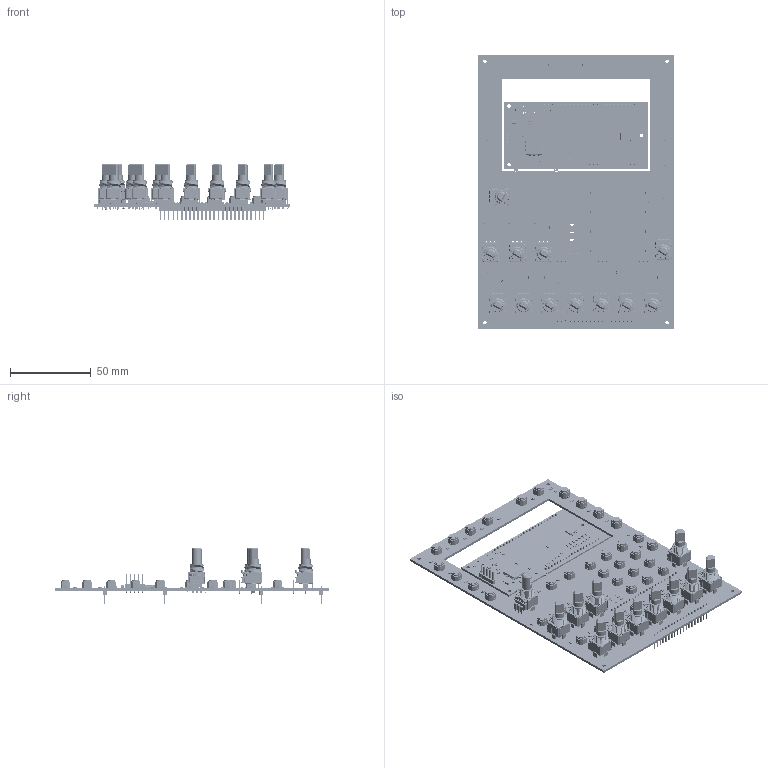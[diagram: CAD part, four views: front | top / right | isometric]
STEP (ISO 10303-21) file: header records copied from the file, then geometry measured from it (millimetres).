
FILE_DESCRIPTION(('KiCad electronic assembly'),'2;1');
FILE_NAME('RMP.step','2024-12-11T17:31:37',('Pcbnew'),('Kicad'), 'Open CASCADE STEP processor 7.6','KiCad to STEP converter','Unknown' );
FILE_SCHEMA(('AUTOMOTIVE_DESIGN { 1 0 10303 214 1 1 1 1 }'));
Length unit declared in the file: millimetre
Products named in the file (30): RMP 1; D_0805_2012Metric; D_0805; C_0603_1608Metric; RK09L1140-F15; RK09L11-L150V; R_0805_2012Metric; R_0603_1608Metric; SW_Push_1TS009xxxx-xxxx-xxxx_6x6x5mm; LinkGroup; SOT-23-5; SOT_23_5; C_0805_2012Metric; SOT-23-6; SOT_23_6; LQFP-64_10x10mm_P0.5mm; LQFP_64_10x10mm_P05mm; TSSOP-20_4.4x6.5mm_P0.65mm; TSSOP_20_44x65mm_P065mm; PinHeader_1x05_P2.54mm_Vertical; PinHeader_1x05_P254mm_Vertical; PinHeader_1x19_P2.54mm_Vertical; PinHeader_1x19_P254mm_Vertical; PinHeader_1x23_P2.54mm_Vertical; PinHeader_1x23_P254mm_Vertical; RMP_PCB
Assembly tree (182 placements, depth 3):
  RMP 1
    D_0805_2012Metric  x40
      D_0805
    C_0603_1608Metric  x43
      C_0603_1608Metric
    RK09L1140-F15  x12
      RK09L11-L150V
    R_0805_2012Metric
      R_0805_2012Metric
    R_0603_1608Metric  x19
      R_0603_1608Metric
    SW_Push_1TS009xxxx-xxxx-xxxx_6x6x5mm  x40
      LinkGroup
    SOT-23-5
      SOT_23_5
    C_0805_2012Metric  x3
      C_0805_2012Metric
    SOT-23-6
      SOT_23_6
    LQFP-64_10x10mm_P0.5mm
      LQFP_64_10x10mm_P05mm
    TSSOP-20_4.4x6.5mm_P0.65mm
      TSSOP_20_44x65mm_P065mm
    PinHeader_1x05_P2.54mm_Vertical
      PinHeader_1x05_P254mm_Vertical
    PinHeader_1x19_P2.54mm_Vertical  x2
      PinHeader_1x19_P254mm_Vertical
    PinHeader_1x23_P2.54mm_Vertical  x2
      PinHeader_1x23_P254mm_Vertical
    RMP_PCB
Bounding box: 121 x 170 x 35.25 mm (x, y, z)
Volume: 54053.8 mm3; surface area: 69870.5 mm2
Topology: 248 solids, 248 shells, 14257 faces, 37979 edges, 24586 vertices
Faces by surface type: plane 10108, cylinder 3782, bspline 283, cone 36, torus 24, revolution 24
Full cylindrical faces by diameter (mm): 0.4 x8, 0.5 x10, 0.65 x2, 1 x125, 2.2 x7, 4.5 x40
Entity records: 137361 total; most frequent: CARTESIAN_POINT 25100, ORIENTED_EDGE 19170, DIRECTION 18224, EDGE_CURVE 9585, LINE 7738, VECTOR 7738, VERTEX_POINT 6075, AXIS2_PLACEMENT_3D 5242
